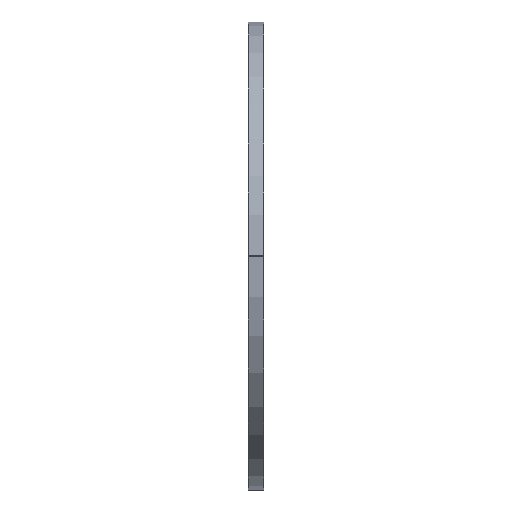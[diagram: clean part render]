
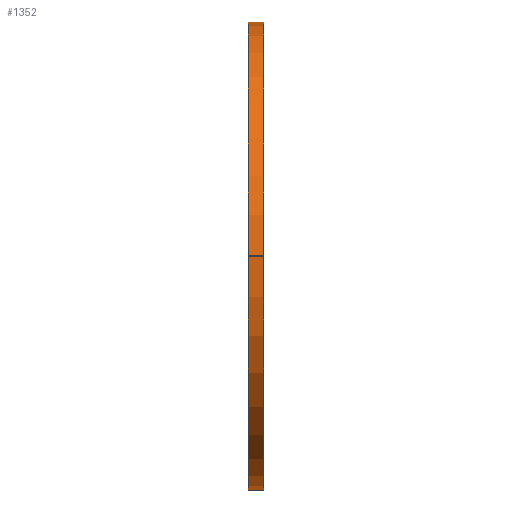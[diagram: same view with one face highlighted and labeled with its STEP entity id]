
A CAD part, left-side view. The second image highlights one B-rep face of the part: STEP entity #1352.
In plain terms, the highlighted cylindrical face has radius 150 mm (diameter 300 mm), a partial arc.
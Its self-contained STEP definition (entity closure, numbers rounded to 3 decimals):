
#51=CYLINDRICAL_SURFACE('',#1567,150.);
#172=FACE_OUTER_BOUND('',#256,.T.);
#256=EDGE_LOOP('',(#1211,#1212,#1213,#1214));
#342=LINE('',#2409,#394);
#343=LINE('',#2410,#395);
#394=VECTOR('',#2004,1000.);
#395=VECTOR('',#2005,1000.);
#403=CIRCLE('',#1381,150.);
#548=CIRCLE('',#1568,150.);
#551=VERTEX_POINT('',#2027);
#552=VERTEX_POINT('',#2028);
#699=VERTEX_POINT('',#2406);
#700=VERTEX_POINT('',#2407);
#706=EDGE_CURVE('',#551,#552,#403,.T.);
#895=EDGE_CURVE('',#699,#700,#548,.T.);
#896=EDGE_CURVE('',#699,#551,#342,.T.);
#897=EDGE_CURVE('',#552,#700,#343,.T.);
#1211=ORIENTED_EDGE('',*,*,#895,.F.);
#1212=ORIENTED_EDGE('',*,*,#896,.T.);
#1213=ORIENTED_EDGE('',*,*,#706,.T.);
#1214=ORIENTED_EDGE('',*,*,#897,.T.);
#1352=ADVANCED_FACE('',(#172),#51,.T.);
#1381=AXIS2_PLACEMENT_3D('',#2029,#1584,#1585);
#1567=AXIS2_PLACEMENT_3D('',#2405,#2000,#2001);
#1568=AXIS2_PLACEMENT_3D('',#2408,#2002,#2003);
#1584=DIRECTION('center_axis',(0.,1.,0.));
#1585=DIRECTION('ref_axis',(0.,0.,1.));
#2000=DIRECTION('center_axis',(0.,-1.,0.));
#2001=DIRECTION('ref_axis',(1.,0.,0.));
#2002=DIRECTION('center_axis',(0.,1.,0.));
#2003=DIRECTION('ref_axis',(0.,0.,1.));
#2004=DIRECTION('',(0.,-1.,0.));
#2005=DIRECTION('',(0.,1.,0.));
#2027=CARTESIAN_POINT('',(-150.,0.,0.1));
#2028=CARTESIAN_POINT('',(-150.,0.,-0.1));
#2029=CARTESIAN_POINT('Origin',(0.,0.,0.));
#2405=CARTESIAN_POINT('Origin',(0.,10.,0.));
#2406=CARTESIAN_POINT('',(-150.,10.,0.1));
#2407=CARTESIAN_POINT('',(-150.,10.,-0.1));
#2408=CARTESIAN_POINT('Origin',(0.,10.,0.));
#2409=CARTESIAN_POINT('',(-150.,10.,0.1));
#2410=CARTESIAN_POINT('',(-150.,10.,-0.1));
